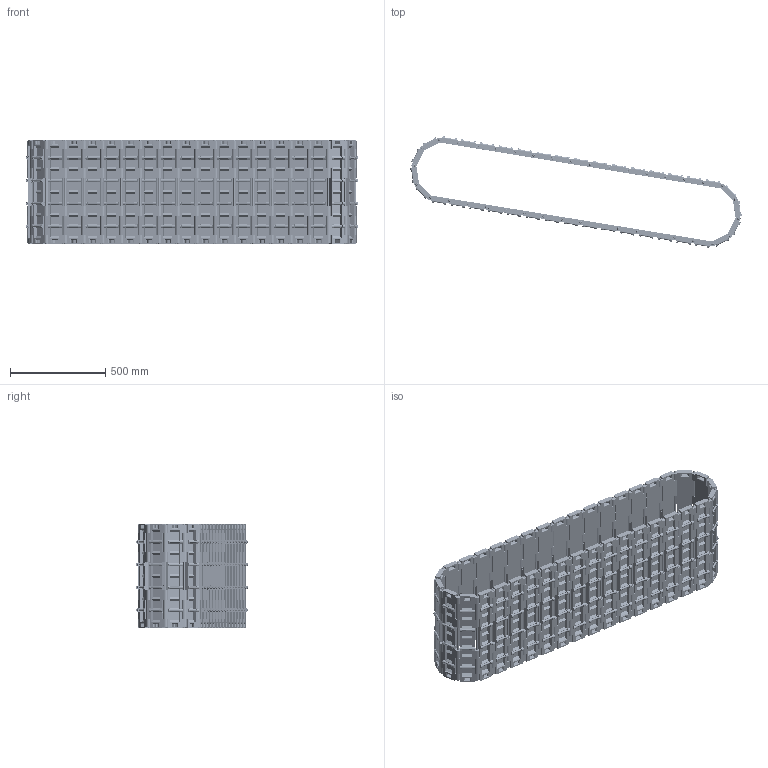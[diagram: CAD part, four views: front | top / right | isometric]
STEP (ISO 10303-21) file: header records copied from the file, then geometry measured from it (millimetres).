
FILE_DESCRIPTION( ('This file contains a STEP AP42 implementation' ,'as created by ZW3D STEP Interface translator.' ,'') ,'2;1' );
FILE_NAME( '蚾饜-婥啣摩磁.iam.stp' ,'251027.114758', (''), ('ZWCAD Software Co.'), 'Version 1.0', 'ZW3D to STEP translator', '' );
FILE_SCHEMA(('AUTOMOTIVE_DESIGN { 1 0 10303 214 1 1 1 1 }'));
Length unit declared in the file: millimetre
Products named in the file (148): 0; 蚾饜-婥啣摩磁.iam; 蚾饜-婥啣.iam; 婥啣蟀諉种縐遠.ipt; 婥啣.ipt; 婥啣蟀諉种.ipt; 標撿嘐隅种.ipt; 標撿嘐隅种蹟佪.ipt; 錨窒璃淝蹈 3_2_1; 啋匼_1_39; 啋匼_2_39; 啋匼_3_34; 啋匼_4_27; 錨窒璃淝蹈 3_3_1; 啋匼_1_40; 啋匼_2_40; 啋匼_3_35; 啋匼_4_28; 錨窒璃淝蹈 3_4_1; 啋匼_1_41; 啋匼_2_41; 啋匼_3_36; 啋匼_4_29; 錨窒璃淝蹈 3_5; 啋匼_1_42; 啋匼_2_42; 啋匼_3_37; 啋匼_4_30; 錨窒璃淝蹈 3_6; 啋匼_1_43; 啋匼_2_43; 啋匼_3_38; 啋匼_4_31; 錨窒璃淝蹈 3_7; 啋匼_1_44; 啋匼_2_44; 啋匼_3_39; 啋匼_4_32; 錨窒璃淝蹈 3_8; 啋匼_1_45 ...
Assembly tree (942 placements, depth 4):
  0
  蚾饜-婥啣摩磁.iam
    蚾饜-婥啣.iam  x38
      婥啣蟀諉种縐遠.ipt
      婥啣.ipt
      婥啣蟀諉种.ipt
    標撿嘐隅种.ipt  x40
    標撿嘐隅种蹟佪.ipt  x160
    錨窒璃淝蹈 3_2_1
      啋匼_1_39
        標撿嘐隅种.ipt
        標撿嘐隅种蹟佪.ipt  x4
      啋匼_2_39
        標撿嘐隅种.ipt
        標撿嘐隅种蹟佪.ipt  x4
      啋匼_3_34
        標撿嘐隅种.ipt
        標撿嘐隅种蹟佪.ipt  x4
      啋匼_4_27
        標撿嘐隅种.ipt
        標撿嘐隅种蹟佪.ipt  x4
    錨窒璃淝蹈 3_3_1
      啋匼_1_40
        標撿嘐隅种.ipt
        標撿嘐隅种蹟佪.ipt  x4
      啋匼_2_40
        標撿嘐隅种.ipt
        標撿嘐隅种蹟佪.ipt  x4
      啋匼_3_35
        標撿嘐隅种.ipt
        標撿嘐隅种蹟佪.ipt  x4
      啋匼_4_28
        標撿嘐隅种.ipt
        標撿嘐隅种蹟佪.ipt  x4
    錨窒璃淝蹈 3_4_1
      啋匼_1_41
        標撿嘐隅种.ipt
        標撿嘐隅种蹟佪.ipt  x4
      啋匼_2_41
        標撿嘐隅种.ipt
        標撿嘐隅种蹟佪.ipt  x4
      啋匼_3_36
        標撿嘐隅种.ipt
        標撿嘐隅种蹟佪.ipt  x4
      啋匼_4_29
        標撿嘐隅种.ipt
        標撿嘐隅种蹟佪.ipt  x4
    錨窒璃淝蹈 3_5
      啋匼_1_42
        標撿嘐隅种.ipt
        標撿嘐隅种蹟佪.ipt  x4
      啋匼_2_42
        標撿嘐隅种.ipt
        標撿嘐隅种蹟佪.ipt  x4
      啋匼_3_37
        標撿嘐隅种.ipt
        標撿嘐隅种蹟佪.ipt  x4
      啋匼_4_30
        標撿嘐隅种.ipt
        標撿嘐隅种蹟佪.ipt  x4
Bounding box: 1741.77 x 585.86 x 550 mm (x, y, z)
Volume: 31276335 mm3; surface area: 8213822.9 mm2
Topology: 912 solids, 912 shells, 14706 faces, 41496 edges, 28386 vertices
Faces by surface type: plane 8816, cylinder 3838, cone 1900, torus 152
Full cylindrical faces by diameter (mm): 3 x1824, 10 x722
Entity records: 21960 total; most frequent: DIRECTION 5267, CARTESIAN_POINT 3398, AXIS2_PLACEMENT_3D 2454, ORIENTED_EDGE 1214, PRODUCT_DEFINITION_SHAPE 1090, UNCERTAINTY_MEASURE_WITH_UNIT 943, ITEM_DEFINED_TRANSFORMATION 942, NEXT_ASSEMBLY_USAGE_OCCURRENCE 942
